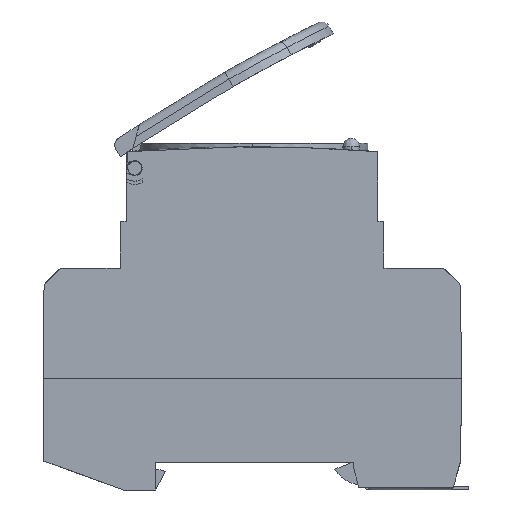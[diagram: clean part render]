
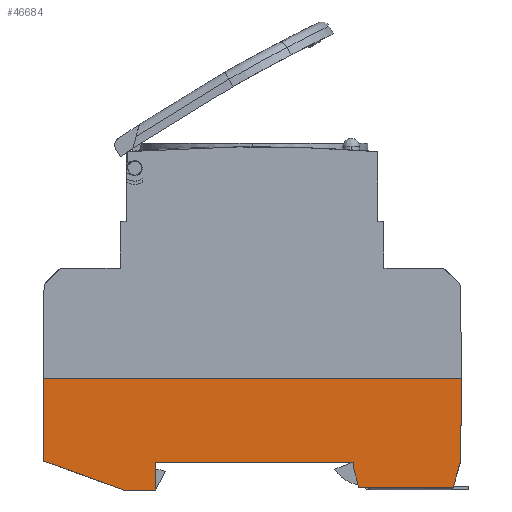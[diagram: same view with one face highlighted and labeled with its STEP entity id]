
A CAD part, left-side view. The second image highlights one B-rep face of the part: STEP entity #46684.
In plain terms, the highlighted planar face has unit normal (-1, 0, -0.009).
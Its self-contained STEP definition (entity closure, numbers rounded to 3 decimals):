
#4711 = CARTESIAN_POINT ( 'NONE',  ( -22.321, 23.363, -45.4 ) ) ;
#13145 = VECTOR ( 'NONE', #59574, 1000. ) ;
#13157 = VECTOR ( 'NONE', #59523, 1000. ) ;
#13181 = VECTOR ( 'NONE', #59298, 1000. ) ;
#13216 = VECTOR ( 'NONE', #59759, 1000. ) ;
#13228 = VECTOR ( 'NONE', #59858, 1000. ) ;
#13230 = VECTOR ( 'NONE', #59018, 1000. ) ;
#13279 = VECTOR ( 'NONE', #60085, 1000. ) ;
#15807 = DIRECTION ( 'NONE',  ( -0.009, 0., 1. ) ) ;
#15833 = LINE ( 'NONE', #15856, #28292 ) ;
#15856 = CARTESIAN_POINT ( 'NONE',  ( -22.355, -18.5, -41.55 ) ) ;
#16980 = DIRECTION ( 'NONE',  ( 1., 0., 0.009 ) ) ;
#17008 = CARTESIAN_POINT ( 'NONE',  ( -22.301, 65.75, -47.702 ) ) ;
#17011 = DIRECTION ( 'NONE',  ( 0.009, 0., -1. ) ) ;
#17014 = FACE_OUTER_BOUND ( 'NONE', #44970, .T. ) ;
#17021 = PLANE ( 'NONE',  #28578 ) ;
#18389 = EDGE_CURVE ( 'NONE', #38170, #37938, #19392, .T. ) ;
#18423 = EDGE_CURVE ( 'NONE', #38170, #38092, #19262, .T. ) ;
#18443 = EDGE_CURVE ( 'NONE', #38030, #38092, #31609, .T. ) ;
#19262 = LINE ( 'NONE', #19390, #56999 ) ;
#19386 = DIRECTION ( 'NONE',  ( 0.009, 0.009, -1. ) ) ;
#19390 = CARTESIAN_POINT ( 'NONE',  ( -22.498, 73.54, -25.2 ) ) ;
#19392 = LINE ( 'NONE', #19412, #57002 ) ;
#19412 = CARTESIAN_POINT ( 'NONE',  ( -22.498, -38.045, -25.2 ) ) ;
#19461 = DIRECTION ( 'NONE',  ( 0., 1., 0. ) ) ;
#26308 = ORIENTED_EDGE ( 'NONE', *, *, #18423, .T. ) ;
#26326 = ORIENTED_EDGE ( 'NONE', *, *, #53506, .F. ) ;
#26332 = ORIENTED_EDGE ( 'NONE', *, *, #43407, .F. ) ;
#26362 = ORIENTED_EDGE ( 'NONE', *, *, #53445, .F. ) ;
#26380 = ORIENTED_EDGE ( 'NONE', *, *, #53432, .F. ) ;
#26383 = ORIENTED_EDGE ( 'NONE', *, *, #18389, .F. ) ;
#26398 = ORIENTED_EDGE ( 'NONE', *, *, #53405, .F. ) ;
#26402 = ORIENTED_EDGE ( 'NONE', *, *, #53496, .F. ) ;
#26407 = ORIENTED_EDGE ( 'NONE', *, *, #53536, .F. ) ;
#26408 = ORIENTED_EDGE ( 'NONE', *, *, #53486, .F. ) ;
#26428 = ORIENTED_EDGE ( 'NONE', *, *, #18443, .F. ) ;
#28292 = VECTOR ( 'NONE', #15807, 1000. ) ;
#28578 = AXIS2_PLACEMENT_3D ( 'NONE', #17008, #16980, #17011 ) ;
#31609 = LINE ( 'NONE', #31656, #57086 ) ;
#31656 = CARTESIAN_POINT ( 'NONE',  ( -22.367, 37.825, -40.136 ) ) ;
#31728 = DIRECTION ( 'NONE',  ( -0.009, 0.009, 1. ) ) ;
#32920 = CARTESIAN_POINT ( 'NONE',  ( -22.365, -18.5, -40.35 ) ) ;
#32941 = CARTESIAN_POINT ( 'NONE',  ( -22.355, -18.5, -41.55 ) ) ;
#33101 = CARTESIAN_POINT ( 'NONE',  ( -22.326, -36.572, -44.9 ) ) ;
#33153 = CARTESIAN_POINT ( 'NONE',  ( -22.367, 37.825, -40.136 ) ) ;
#33198 = CARTESIAN_POINT ( 'NONE',  ( -22.321, 23.363, -45.4 ) ) ;
#33200 = CARTESIAN_POINT ( 'NONE',  ( -22.321, 17.5, -45.4 ) ) ;
#33205 = CARTESIAN_POINT ( 'NONE',  ( -22.368, -37.915, -40.055 ) ) ;
#33210 = CARTESIAN_POINT ( 'NONE',  ( -22.326, -19.398, -44.9 ) ) ;
#33225 = CARTESIAN_POINT ( 'NONE',  ( -22.365, 17.5, -40.35 ) ) ;
#33260 = CARTESIAN_POINT ( 'NONE',  ( -22.498, 37.955, -25.2 ) ) ;
#33303 = CARTESIAN_POINT ( 'NONE',  ( -22.498, -38.045, -25.2 ) ) ;
#37488 = VERTEX_POINT ( 'NONE', #32920 ) ;
#37490 = VERTEX_POINT ( 'NONE', #32941 ) ;
#37897 = VERTEX_POINT ( 'NONE', #33101 ) ;
#37938 = VERTEX_POINT ( 'NONE', #33205 ) ;
#37980 = VERTEX_POINT ( 'NONE', #33210 ) ;
#38022 = VERTEX_POINT ( 'NONE', #33198 ) ;
#38030 = VERTEX_POINT ( 'NONE', #33153 ) ;
#38032 = VERTEX_POINT ( 'NONE', #33200 ) ;
#38085 = VERTEX_POINT ( 'NONE', #33225 ) ;
#38092 = VERTEX_POINT ( 'NONE', #33260 ) ;
#38170 = VERTEX_POINT ( 'NONE', #33303 ) ;
#43407 = EDGE_CURVE ( 'NONE', #37490, #37488, #15833, .T. ) ;
#44970 = EDGE_LOOP ( 'NONE', ( #26402, #26408, #26326, #26407, #26332, #26398, #26380, #26362, #26383, #26308, #26428 ) ) ;
#46684 = ADVANCED_FACE ( 'NONE', ( #17014 ), #17021, .F. ) ;
#53405 = EDGE_CURVE ( 'NONE', #37980, #37490, #59248, .T. ) ;
#53432 = EDGE_CURVE ( 'NONE', #37897, #37980, #59516, .T. ) ;
#53445 = EDGE_CURVE ( 'NONE', #37938, #37897, #59534, .T. ) ;
#53486 = EDGE_CURVE ( 'NONE', #38032, #38022, #59753, .T. ) ;
#53496 = EDGE_CURVE ( 'NONE', #38022, #38030, #59503, .T. ) ;
#53506 = EDGE_CURVE ( 'NONE', #38085, #38032, #59849, .T. ) ;
#53536 = EDGE_CURVE ( 'NONE', #37488, #38085, #60020, .T. ) ;
#56999 = VECTOR ( 'NONE', #19461, 1000. ) ;
#57002 = VECTOR ( 'NONE', #19386, 1000. ) ;
#57086 = VECTOR ( 'NONE', #31728, 1000. ) ;
#59018 = DIRECTION ( 'NONE',  ( -0.003, 0.94, 0.342 ) ) ;
#59248 = LINE ( 'NONE', #59250, #13181 ) ;
#59250 = CARTESIAN_POINT ( 'NONE',  ( -22.326, -19.398, -44.9 ) ) ;
#59298 = DIRECTION ( 'NONE',  ( -0.008, 0.259, 0.966 ) ) ;
#59499 = CARTESIAN_POINT ( 'NONE',  ( -22.326, 65.75, -44.9 ) ) ;
#59503 = LINE ( 'NONE', #4711, #13230 ) ;
#59516 = LINE ( 'NONE', #59499, #13157 ) ;
#59523 = DIRECTION ( 'NONE',  ( 0., 1., 0. ) ) ;
#59534 = LINE ( 'NONE', #59553, #13145 ) ;
#59553 = CARTESIAN_POINT ( 'NONE',  ( -22.368, -37.915, -40.055 ) ) ;
#59574 = DIRECTION ( 'NONE',  ( 0.008, 0.267, -0.964 ) ) ;
#59742 = CARTESIAN_POINT ( 'NONE',  ( -22.321, 65.75, -45.4 ) ) ;
#59753 = LINE ( 'NONE', #59742, #13216 ) ;
#59759 = DIRECTION ( 'NONE',  ( 0., 1., 0. ) ) ;
#59849 = LINE ( 'NONE', #59851, #13228 ) ;
#59851 = CARTESIAN_POINT ( 'NONE',  ( -22.301, 17.5, -47.702 ) ) ;
#59858 = DIRECTION ( 'NONE',  ( 0.009, 0., -1. ) ) ;
#60020 = LINE ( 'NONE', #60094, #13279 ) ;
#60085 = DIRECTION ( 'NONE',  ( 0., 1., 0. ) ) ;
#60094 = CARTESIAN_POINT ( 'NONE',  ( -22.365, 65.75, -40.35 ) ) ;
